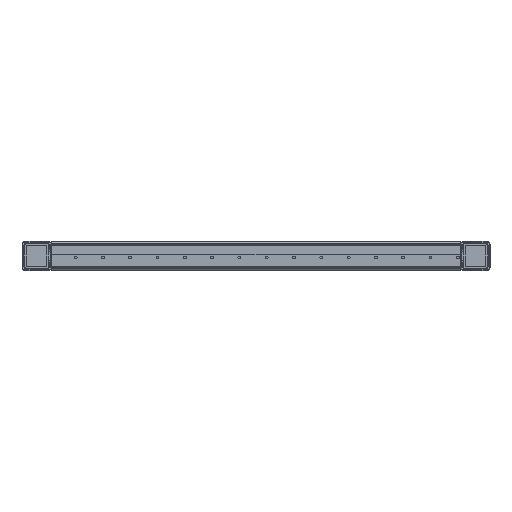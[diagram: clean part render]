
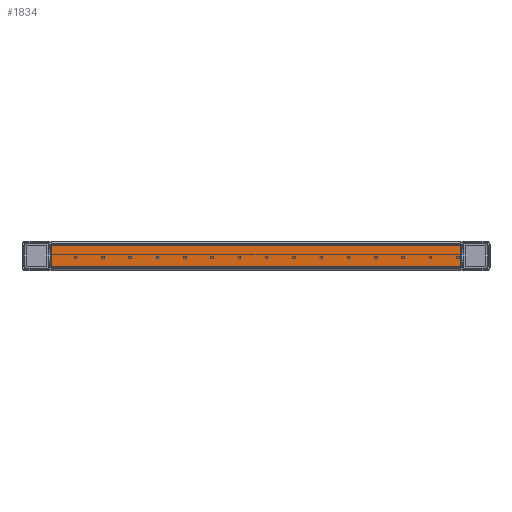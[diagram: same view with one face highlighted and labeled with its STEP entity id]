
A CAD part, front view. The second image highlights one B-rep face of the part: STEP entity #1834.
In plain terms, the highlighted planar face has unit normal (0, -1, 0).
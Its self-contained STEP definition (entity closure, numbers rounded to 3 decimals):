
#257 = VERTEX_POINT ( 'NONE', #15359 ) ;
#532 = VECTOR ( 'NONE', #1526, 1000. ) ;
#1200 = DIRECTION ( 'NONE',  ( 0., 0., -1. ) ) ;
#1526 = DIRECTION ( 'NONE',  ( 1., 0., 0. ) ) ;
#1834 = ADVANCED_FACE ( 'NONE', ( #4291 ), #18908, .F. ) ;
#2418 = LINE ( 'NONE', #5894, #10518 ) ;
#2438 = LINE ( 'NONE', #13966, #12072 ) ;
#2521 = DIRECTION ( 'NONE',  ( -1., 0., 0. ) ) ;
#3761 = ORIENTED_EDGE ( 'NONE', *, *, #6451, .F. ) ;
#4291 = FACE_OUTER_BOUND ( 'NONE', #20356, .T. ) ;
#4954 = CARTESIAN_POINT ( 'NONE',  ( -210., 185., -12. ) ) ;
#5294 = ORIENTED_EDGE ( 'NONE', *, *, #10270, .F. ) ;
#5314 = CARTESIAN_POINT ( 'NONE',  ( -100000., 185., -12. ) ) ;
#5868 = VERTEX_POINT ( 'NONE', #4954 ) ;
#5894 = CARTESIAN_POINT ( 'NONE',  ( -100000., 185., -12. ) ) ;
#6381 = CARTESIAN_POINT ( 'NONE',  ( 210., 185., 12. ) ) ;
#6451 = EDGE_CURVE ( 'NONE', #7927, #16050, #14011, .T. ) ;
#6471 = EDGE_CURVE ( 'NONE', #16050, #257, #12425, .T. ) ;
#7927 = VERTEX_POINT ( 'NONE', #18537 ) ;
#8005 = ORIENTED_EDGE ( 'NONE', *, *, #11520, .F. ) ;
#10270 = EDGE_CURVE ( 'NONE', #257, #5868, #2418, .T. ) ;
#10518 = VECTOR ( 'NONE', #2521, 1000. ) ;
#11520 = EDGE_CURVE ( 'NONE', #5868, #7927, #2438, .T. ) ;
#12072 = VECTOR ( 'NONE', #12485, 1000. ) ;
#12425 = LINE ( 'NONE', #14452, #19130 ) ;
#12485 = DIRECTION ( 'NONE',  ( 0., 0., 1. ) ) ;
#13474 = DIRECTION ( 'NONE',  ( 0., 1., 0. ) ) ;
#13966 = CARTESIAN_POINT ( 'NONE',  ( -210., 185., 0. ) ) ;
#14011 = LINE ( 'NONE', #19085, #532 ) ;
#14452 = CARTESIAN_POINT ( 'NONE',  ( 210., 185., 0. ) ) ;
#15215 = AXIS2_PLACEMENT_3D ( 'NONE', #5314, #13474, #19910 ) ;
#15359 = CARTESIAN_POINT ( 'NONE',  ( 210., 185., -12. ) ) ;
#16050 = VERTEX_POINT ( 'NONE', #6381 ) ;
#17619 = ORIENTED_EDGE ( 'NONE', *, *, #6471, .F. ) ;
#18537 = CARTESIAN_POINT ( 'NONE',  ( -210., 185., 12. ) ) ;
#18908 = PLANE ( 'NONE',  #15215 ) ;
#19085 = CARTESIAN_POINT ( 'NONE',  ( -100000., 185., 12. ) ) ;
#19130 = VECTOR ( 'NONE', #1200, 1000. ) ;
#19910 = DIRECTION ( 'NONE',  ( 1., 0., 0. ) ) ;
#20356 = EDGE_LOOP ( 'NONE', ( #3761, #8005, #5294, #17619 ) ) ;
